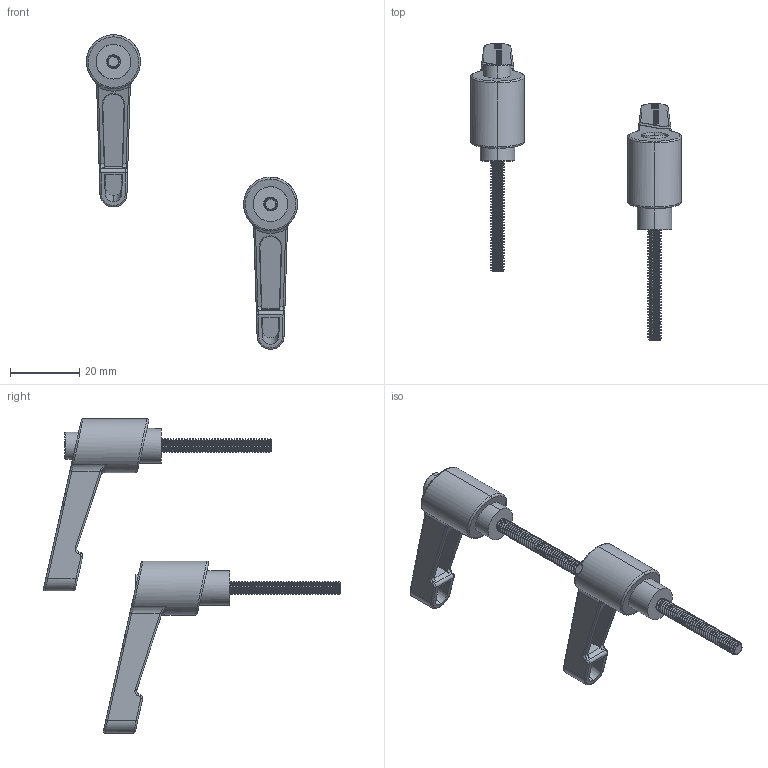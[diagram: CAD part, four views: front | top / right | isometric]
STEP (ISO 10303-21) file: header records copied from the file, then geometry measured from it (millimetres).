
FILE_DESCRIPTION (( 'STEP AP214' ), '1' );
FILE_NAME ('02559-Clamp Lever Steel Coated Ext Thread Nylon Black Handle M4.STEP', '2018-08-03T02:43:50', ( '' ), ( '' ), 'SwSTEP 2.0', 'SolidWorks 2018', '' );
FILE_SCHEMA (( 'AUTOMOTIVE_DESIGN' ));
Length unit declared in the file: millimetre
Products named in the file (3): 02559 Clamp Lever Steel Coated Ext Thread Nylon Black Handle M4_down; 02559 Clamp Lever Steel Coated Ext Thread Nylon Black Handle M4_up; 02559-Clamp Lever Steel Coated Ext Thread Nylon Black Handle M4
Assembly tree (2 placements, depth 2):
  02559-Clamp Lever Steel Coated Ext Thread Nylon Black Handle M4
    02559 Clamp Lever Steel Coated Ext Thread Nylon Black Handle M4_down
    02559 Clamp Lever Steel Coated Ext Thread Nylon Black Handle M4_up
Bounding box: 61 x 85.84 x 90.89 mm (x, y, z)
Volume: 12821.7 mm3; surface area: 7636.3 mm2
Topology: 2 solids, 2 shells, 850 faces, 2312 edges, 1520 vertices
Faces by surface type: plane 364, bspline 274, cylinder 198, cone 10, torus 4
Entity records: 55554 total; most frequent: CARTESIAN_POINT 35129, ORIENTED_EDGE 4616, DIRECTION 2638, EDGE_CURVE 2308, VERTEX_POINT 1520, LINE 1316, VECTOR 1316, EDGE_LOOP 908
